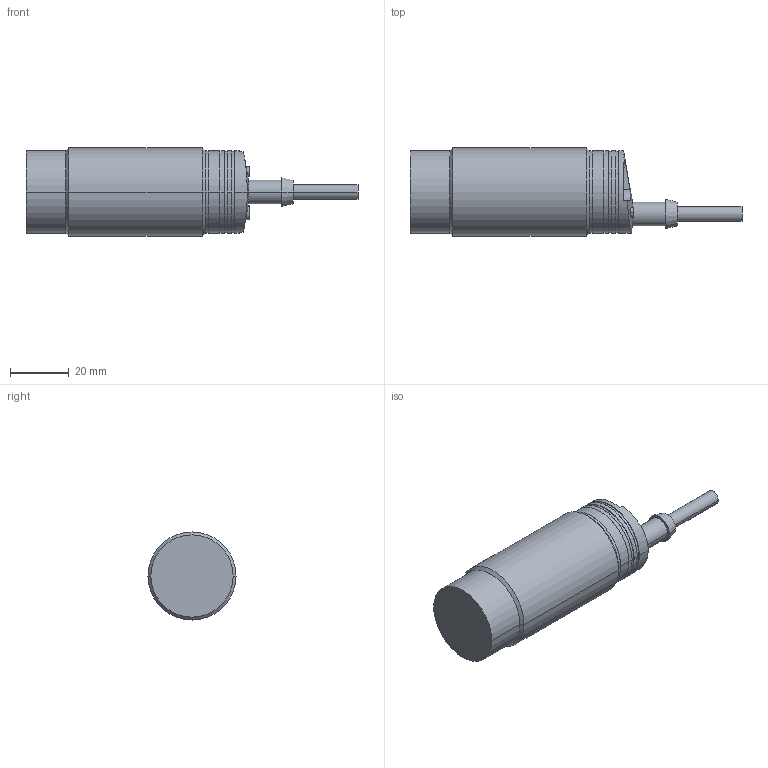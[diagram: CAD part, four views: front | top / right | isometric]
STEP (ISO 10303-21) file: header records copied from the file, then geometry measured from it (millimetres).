
FILE_DESCRIPTION(('Creo Elements/Direct Modeling STEP Export'),'2;1');
FILE_NAME('M30-NonFlush-cable-2x-trimmer.stp','2017-05-18T10:44:22',('Palle Edslev '),('EDSLEV A/S'),'Creo Elements/Direct Modeling STEP processor for AP214 (Solid Model)','Creo Elements/Direct Modeling 18.1H 24-Oct-2015 (C) Parametric Technology GmbH','');
FILE_SCHEMA(('AUTOMOTIVE_DESIGN { 1 0 10303 214 1 1 1 1 }'));
Length unit declared in the file: millimetre
Products named in the file (1): M30-NonFlush-cable-2x-trimmer
Bounding box: 113 x 30 x 30 mm (x, y, z)
Volume: 50950.2 mm3; surface area: 9062.4 mm2
Topology: 1 solids, 1 shells, 76 faces, 164 edges, 106 vertices
Faces by surface type: cylinder 38, plane 30, cone 8
Entity records: 3468 total; most frequent: CARTESIAN_POINT 1841, ORIENTED_EDGE 328, DIRECTION 316, EDGE_CURVE 164, AXIS2_PLACEMENT_3D 122, VERTEX_POINT 106, EDGE_LOOP 92, FACE_OUTER_BOUND 76
